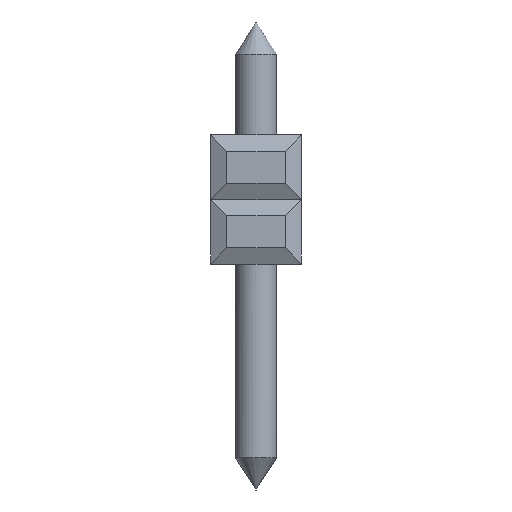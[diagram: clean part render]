
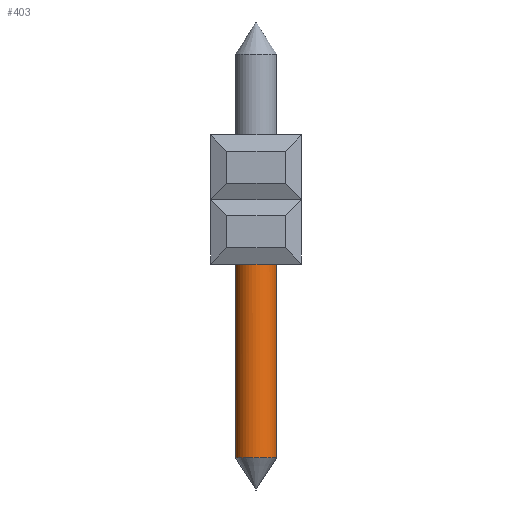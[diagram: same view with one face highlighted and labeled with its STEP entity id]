
A CAD part, left-side view. The second image highlights one B-rep face of the part: STEP entity #403.
In plain terms, the highlighted cylindrical face has radius 0.65 mm (diameter 1.3 mm), a full revolution.
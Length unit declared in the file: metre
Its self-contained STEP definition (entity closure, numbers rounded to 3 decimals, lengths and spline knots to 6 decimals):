
#403=ADVANCED_FACE('',(#1133,#1134),#1135,.T.);
#1133=FACE_OUTER_BOUND('',#2250,.T.);
#1134=FACE_OUTER_BOUND('',#2251,.T.);
#1135=CYLINDRICAL_SURFACE('',#2252,0.00065);
#2250=EDGE_LOOP('',(#3431));
#2251=EDGE_LOOP('',(#3432));
#2252=AXIS2_PLACEMENT_3D('',#3433,#3434,#3435);
#3431=ORIENTED_EDGE('',*,*,#6253,.F.);
#3432=ORIENTED_EDGE('',*,*,#6254,.F.);
#3433=CARTESIAN_POINT('',(-0.00435,-0.03326,0.0005));
#3434=DIRECTION('',(0.0,0.,-1.0));
#3435=DIRECTION('',(-1.0,0.0,0.0));
#6253=EDGE_CURVE('',#7414,#7414,#7415,.T.);
#6254=EDGE_CURVE('',#7416,#7416,#7417,.T.);
#7414=VERTEX_POINT('',#9007);
#7415=CIRCLE('',#9008,0.00065);
#7416=VERTEX_POINT('',#9009);
#7417=CIRCLE('',#9010,0.00065);
#9007=CARTESIAN_POINT('',(-0.00396,-0.03274,-0.01));
#9008=AXIS2_PLACEMENT_3D('',#11202,#11203,#11204);
#9009=CARTESIAN_POINT('',(-0.00435,-0.03391,-0.0038));
#9010=AXIS2_PLACEMENT_3D('',#11205,#11206,#11207);
#11202=CARTESIAN_POINT('',(-0.00435,-0.03326,-0.01));
#11203=DIRECTION('',(0.,0.,-1.0));
#11204=DIRECTION('',(0.6,0.8,0.));
#11205=CARTESIAN_POINT('',(-0.00435,-0.03326,-0.0038));
#11206=DIRECTION('',(0.0,0.,1.0));
#11207=DIRECTION('',(0.0,-1.0,0.));
